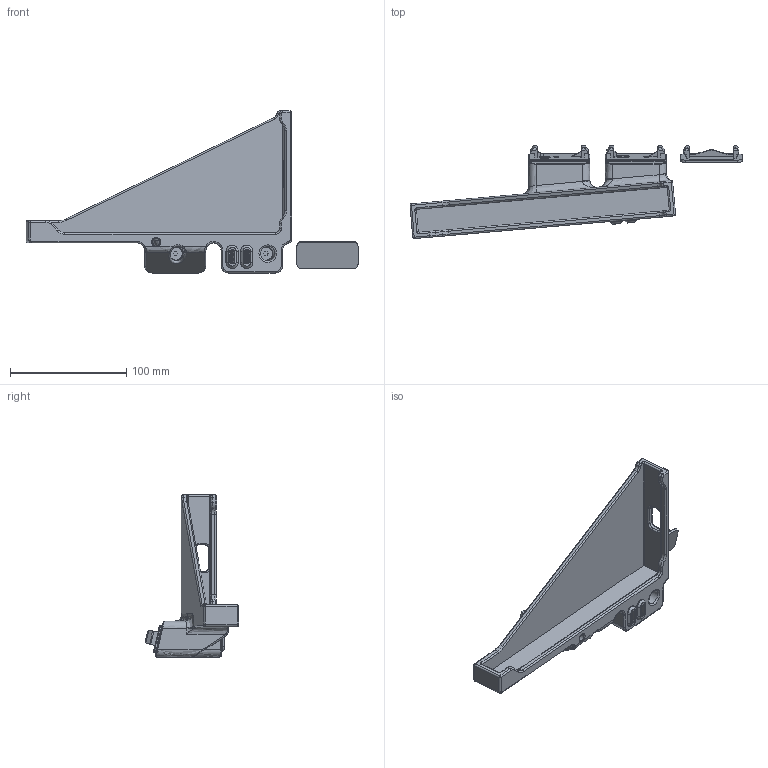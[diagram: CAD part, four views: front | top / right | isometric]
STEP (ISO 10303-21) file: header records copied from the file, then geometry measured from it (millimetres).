
FILE_DESCRIPTION(('FreeCAD Model'),'2;1');
FILE_NAME('Open CASCADE Shape Model','2025-05-03T18:18:46',('FreeCAD'),( 'FreeCAD'),'Open CASCADE STEP processor 7.6','FreeCAD','Unknown');
FILE_SCHEMA(('AUTOMOTIVE_DESIGN { 1 0 10303 214 1 1 1 1 }'));
Products named in the file (1): Open CASCADE STEP translator 7.6 1
Bounding box: 285.01 x 80.07 x 139.09 mm (x, y, z)
Volume: 245003.5 mm3; surface area: 95028.5 mm2
Topology: 74 solids, 74 shells, 4626 faces, 12780 edges, 8254 vertices
Faces by surface type: bspline 4626
Entity records: 158678 total; most frequent: CARTESIAN_POINT 82901, ORIENTED_EDGE 25546, EDGE_CURVE 12773, B_SPLINE_CURVE_WITH_KNOTS 10985, VERTEX_POINT 8254, FACE_BOUND 4885, EDGE_LOOP 4885, ADVANCED_FACE 4626
